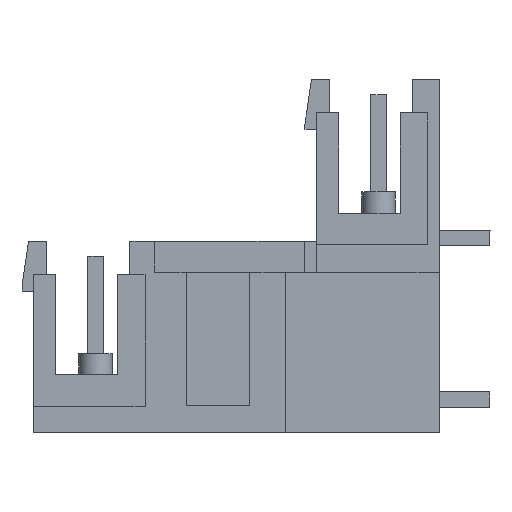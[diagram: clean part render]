
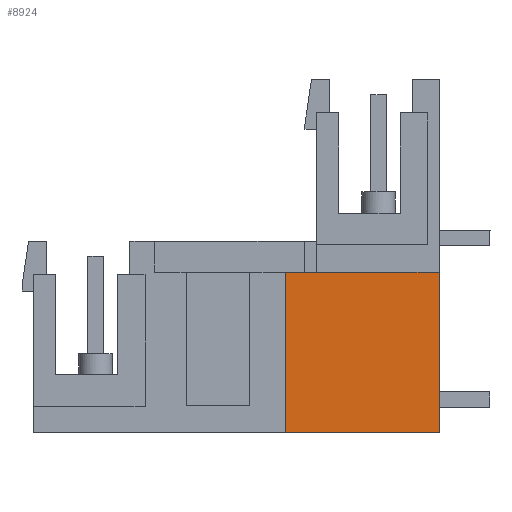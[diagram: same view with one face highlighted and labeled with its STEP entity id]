
A CAD part, left-side view. The second image highlights one B-rep face of the part: STEP entity #8924.
In plain terms, the highlighted planar face has unit normal (-1, 0, 0).
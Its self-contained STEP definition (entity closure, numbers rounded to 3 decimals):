
#8904=AXIS2_PLACEMENT_3D('Plane Axis2P3D',#8901,#8902,#8903) ;
#3568=CARTESIAN_POINT('Vertex',(2.52,3.2,10.06)) ;
#3571=CARTESIAN_POINT('Line Origine',(2.52,3.2,5.03)) ;
#3575=CARTESIAN_POINT('Vertex',(2.52,3.2,0.)) ;
#8879=CARTESIAN_POINT('Line Origine',(2.52,8.025,0.)) ;
#8883=CARTESIAN_POINT('Vertex',(2.52,12.85,0.)) ;
#8901=CARTESIAN_POINT('Axis2P3D Location',(2.52,3.2,10.06)) ;
#8906=CARTESIAN_POINT('Line Origine',(2.52,8.025,10.06)) ;
#8910=CARTESIAN_POINT('Vertex',(2.52,12.85,10.06)) ;
#8913=CARTESIAN_POINT('Line Origine',(2.52,12.85,5.03)) ;
#3572=DIRECTION('Vector Direction',(0.,0.,-1.)) ;
#8880=DIRECTION('Vector Direction',(0.,1.,0.)) ;
#8902=DIRECTION('Axis2P3D Direction',(-1.,0.,0.)) ;
#8903=DIRECTION('Axis2P3D XDirection',(0.,1.,0.)) ;
#8907=DIRECTION('Vector Direction',(0.,1.,0.)) ;
#8914=DIRECTION('Vector Direction',(0.,0.,-1.)) ;
#3573=VECTOR('Line Direction',#3572,1.) ;
#8881=VECTOR('Line Direction',#8880,1.) ;
#8908=VECTOR('Line Direction',#8907,1.) ;
#8915=VECTOR('Line Direction',#8914,1.) ;
#8919=ORIENTED_EDGE('',*,*,#3577,.F.) ;
#8920=ORIENTED_EDGE('',*,*,#8912,.T.) ;
#8921=ORIENTED_EDGE('',*,*,#8917,.T.) ;
#8922=ORIENTED_EDGE('',*,*,#8885,.F.) ;
#8924=ADVANCED_FACE('HOUSING',(#8923),#8905,.T.) ;
#3577=EDGE_CURVE('',#3569,#3576,#3574,.T.) ;
#8885=EDGE_CURVE('',#3576,#8884,#8882,.T.) ;
#8912=EDGE_CURVE('',#3569,#8911,#8909,.T.) ;
#8917=EDGE_CURVE('',#8911,#8884,#8916,.T.) ;
#8918=EDGE_LOOP('',(#8919,#8920,#8921,#8922)) ;
#8923=FACE_OUTER_BOUND('',#8918,.T.) ;
#3574=LINE('Line',#3571,#3573) ;
#8882=LINE('Line',#8879,#8881) ;
#8909=LINE('Line',#8906,#8908) ;
#8916=LINE('Line',#8913,#8915) ;
#8905=PLANE('',#8904) ;
#3569=VERTEX_POINT('',#3568) ;
#3576=VERTEX_POINT('',#3575) ;
#8884=VERTEX_POINT('',#8883) ;
#8911=VERTEX_POINT('',#8910) ;
